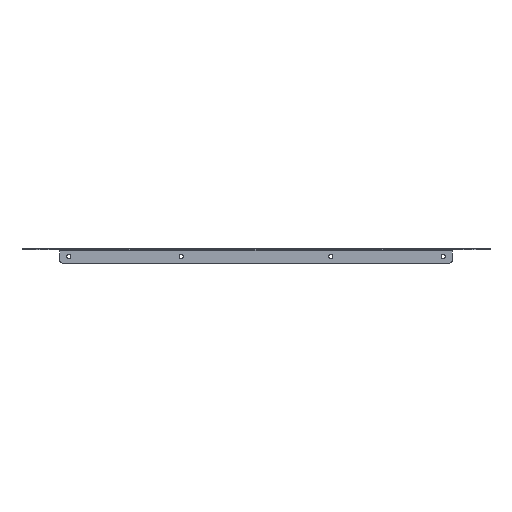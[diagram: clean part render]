
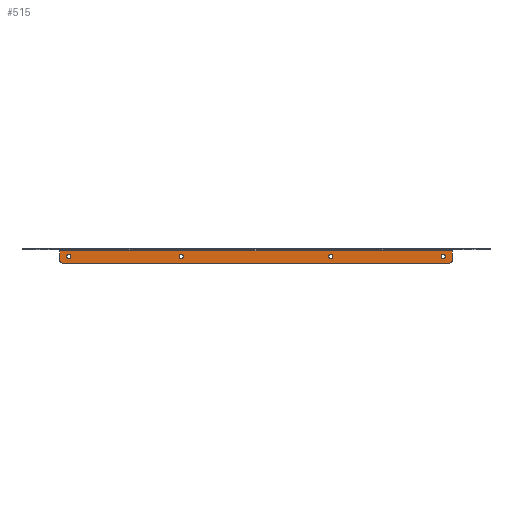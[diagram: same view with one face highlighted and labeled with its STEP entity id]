
A CAD part, front view. The second image highlights one B-rep face of the part: STEP entity #515.
In plain terms, the highlighted planar face has unit normal (0, -1, 0).
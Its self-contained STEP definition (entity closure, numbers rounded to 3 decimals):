
#33 = EDGE_CURVE ( 'NONE', #2766, #2471, #976, .T. ) ;
#34 = CIRCLE ( 'NONE', #1735, 10. ) ;
#72 = FACE_BOUND ( 'NONE', #2650, .T. ) ;
#77 = CARTESIAN_POINT ( 'NONE',  ( -525., -1041.305, 1198. ) ) ;
#80 = VECTOR ( 'NONE', #830, 1000. ) ;
#122 = DIRECTION ( 'NONE',  ( 0., 0., 1. ) ) ;
#124 = VECTOR ( 'NONE', #2352, 1000. ) ;
#141 = CARTESIAN_POINT ( 'NONE',  ( -515., -1041.305, 1174. ) ) ;
#155 = VERTEX_POINT ( 'NONE', #1348 ) ;
#201 = ORIENTED_EDGE ( 'NONE', *, *, #1013, .F. ) ;
#206 = CARTESIAN_POINT ( 'NONE',  ( -200., -1041.305, 1188. ) ) ;
#217 = AXIS2_PLACEMENT_3D ( 'NONE', #578, #1400, #2533 ) ;
#240 = EDGE_CURVE ( 'NONE', #385, #341, #926, .T. ) ;
#245 = CARTESIAN_POINT ( 'NONE',  ( 525., -1041.305, 1174. ) ) ;
#255 = AXIS2_PLACEMENT_3D ( 'NONE', #1346, #901, #1146 ) ;
#297 = AXIS2_PLACEMENT_3D ( 'NONE', #467, #716, #1550 ) ;
#301 = CIRCLE ( 'NONE', #2686, 5.5 ) ;
#311 = CARTESIAN_POINT ( 'NONE',  ( 200., -1041.305, 1182.5 ) ) ;
#327 = EDGE_CURVE ( 'NONE', #1123, #2775, #301, .T. ) ;
#341 = VERTEX_POINT ( 'NONE', #2146 ) ;
#385 = VERTEX_POINT ( 'NONE', #2170 ) ;
#389 = CARTESIAN_POINT ( 'NONE',  ( 500., -1041.305, 1177. ) ) ;
#416 = EDGE_LOOP ( 'NONE', ( #2080, #1270 ) ) ;
#467 = CARTESIAN_POINT ( 'NONE',  ( -200., -1041.305, 1182.5 ) ) ;
#476 = AXIS2_PLACEMENT_3D ( 'NONE', #2731, #812, #1667 ) ;
#501 = ORIENTED_EDGE ( 'NONE', *, *, #2399, .T. ) ;
#515 = ADVANCED_FACE ( 'NONE', ( #703, #1133, #1555, #72, #922 ), #1781, .F. ) ;
#578 = CARTESIAN_POINT ( 'NONE',  ( 500., -1041.305, 1182.5 ) ) ;
#641 = LINE ( 'NONE', #1268, #80 ) ;
#643 = CARTESIAN_POINT ( 'NONE',  ( 515., -1041.305, 1164. ) ) ;
#648 = ORIENTED_EDGE ( 'NONE', *, *, #1788, .T. ) ;
#660 = DIRECTION ( 'NONE',  ( 0., -1., 0. ) ) ;
#668 = VECTOR ( 'NONE', #1570, 1000. ) ;
#683 = CARTESIAN_POINT ( 'NONE',  ( -525., -1041.305, 1198. ) ) ;
#703 = FACE_BOUND ( 'NONE', #1972, .T. ) ;
#706 = CIRCLE ( 'NONE', #297, 5.5 ) ;
#716 = DIRECTION ( 'NONE',  ( 0., -1., 0. ) ) ;
#719 = CARTESIAN_POINT ( 'NONE',  ( 515., -1041.305, 1174. ) ) ;
#721 = ORIENTED_EDGE ( 'NONE', *, *, #1548, .F. ) ;
#750 = DIRECTION ( 'NONE',  ( 0., 0., 1. ) ) ;
#812 = DIRECTION ( 'NONE',  ( 0., -1., 0. ) ) ;
#814 = VERTEX_POINT ( 'NONE', #389 ) ;
#823 = ORIENTED_EDGE ( 'NONE', *, *, #1564, .T. ) ;
#830 = DIRECTION ( 'NONE',  ( 1., 0., 0. ) ) ;
#845 = EDGE_CURVE ( 'NONE', #814, #2693, #2373, .T. ) ;
#856 = CARTESIAN_POINT ( 'NONE',  ( 525., -1041.305, 1198. ) ) ;
#866 = DIRECTION ( 'NONE',  ( 0., 0., 1. ) ) ;
#870 = CARTESIAN_POINT ( 'NONE',  ( 200., -1041.305, 1188. ) ) ;
#886 = AXIS2_PLACEMENT_3D ( 'NONE', #311, #2674, #1544 ) ;
#901 = DIRECTION ( 'NONE',  ( 0., -1., 0. ) ) ;
#922 = FACE_OUTER_BOUND ( 'NONE', #2083, .T. ) ;
#926 = CIRCLE ( 'NONE', #476, 5.5 ) ;
#973 = ORIENTED_EDGE ( 'NONE', *, *, #1492, .T. ) ;
#976 = CIRCLE ( 'NONE', #886, 5.5 ) ;
#994 = DIRECTION ( 'NONE',  ( 0., -1., 0. ) ) ;
#1013 = EDGE_CURVE ( 'NONE', #2693, #814, #2186, .T. ) ;
#1018 = EDGE_LOOP ( 'NONE', ( #1478, #721 ) ) ;
#1023 = CIRCLE ( 'NONE', #1556, 10. ) ;
#1035 = CARTESIAN_POINT ( 'NONE',  ( 500., -1041.305, 1182.5 ) ) ;
#1043 = ORIENTED_EDGE ( 'NONE', *, *, #1275, .F. ) ;
#1108 = VERTEX_POINT ( 'NONE', #245 ) ;
#1123 = VERTEX_POINT ( 'NONE', #206 ) ;
#1128 = VERTEX_POINT ( 'NONE', #643 ) ;
#1133 = FACE_BOUND ( 'NONE', #416, .T. ) ;
#1146 = DIRECTION ( 'NONE',  ( 0., 0., 1. ) ) ;
#1157 = AXIS2_PLACEMENT_3D ( 'NONE', #1035, #1230, #1893 ) ;
#1214 = CARTESIAN_POINT ( 'NONE',  ( 515., -1041.305, 1174. ) ) ;
#1226 = DIRECTION ( 'NONE',  ( 0., -1., 0. ) ) ;
#1230 = DIRECTION ( 'NONE',  ( 0., -1., 0. ) ) ;
#1235 = DIRECTION ( 'NONE',  ( 0., 0., 1. ) ) ;
#1268 = CARTESIAN_POINT ( 'NONE',  ( 515., -1041.305, 1164. ) ) ;
#1270 = ORIENTED_EDGE ( 'NONE', *, *, #33, .F. ) ;
#1275 = EDGE_CURVE ( 'NONE', #2775, #1123, #706, .T. ) ;
#1281 = CARTESIAN_POINT ( 'NONE',  ( 200., -1041.305, 1177. ) ) ;
#1328 = AXIS2_PLACEMENT_3D ( 'NONE', #2543, #2123, #866 ) ;
#1346 = CARTESIAN_POINT ( 'NONE',  ( 200., -1041.305, 1182.5 ) ) ;
#1348 = CARTESIAN_POINT ( 'NONE',  ( -525., -1041.305, 1174. ) ) ;
#1357 = LINE ( 'NONE', #1530, #668 ) ;
#1400 = DIRECTION ( 'NONE',  ( 0., -1., 0. ) ) ;
#1444 = EDGE_CURVE ( 'NONE', #155, #2133, #34, .T. ) ;
#1465 = CARTESIAN_POINT ( 'NONE',  ( -525., -1041.305, 1174. ) ) ;
#1478 = ORIENTED_EDGE ( 'NONE', *, *, #240, .F. ) ;
#1492 = EDGE_CURVE ( 'NONE', #2133, #1128, #641, .T. ) ;
#1496 = VERTEX_POINT ( 'NONE', #856 ) ;
#1530 = CARTESIAN_POINT ( 'NONE',  ( 525., -1041.305, 1174. ) ) ;
#1544 = DIRECTION ( 'NONE',  ( 0., 0., 1. ) ) ;
#1548 = EDGE_CURVE ( 'NONE', #341, #385, #2548, .T. ) ;
#1550 = DIRECTION ( 'NONE',  ( 0., 0., 1. ) ) ;
#1555 = FACE_BOUND ( 'NONE', #1018, .T. ) ;
#1556 = AXIS2_PLACEMENT_3D ( 'NONE', #1214, #1226, #750 ) ;
#1564 = EDGE_CURVE ( 'NONE', #1706, #155, #1894, .T. ) ;
#1570 = DIRECTION ( 'NONE',  ( 0., 0., 1. ) ) ;
#1587 = CARTESIAN_POINT ( 'NONE',  ( -515., -1041.305, 1164. ) ) ;
#1602 = ORIENTED_EDGE ( 'NONE', *, *, #845, .F. ) ;
#1667 = DIRECTION ( 'NONE',  ( 0., 0., 1. ) ) ;
#1686 = EDGE_CURVE ( 'NONE', #1706, #1496, #1804, .T. ) ;
#1706 = VERTEX_POINT ( 'NONE', #77 ) ;
#1731 = CARTESIAN_POINT ( 'NONE',  ( -200., -1041.305, 1177. ) ) ;
#1735 = AXIS2_PLACEMENT_3D ( 'NONE', #141, #994, #122 ) ;
#1742 = CARTESIAN_POINT ( 'NONE',  ( -200., -1041.305, 1182.5 ) ) ;
#1781 = PLANE ( 'NONE',  #1919 ) ;
#1788 = EDGE_CURVE ( 'NONE', #1128, #1108, #1023, .T. ) ;
#1804 = LINE ( 'NONE', #683, #2277 ) ;
#1843 = CARTESIAN_POINT ( 'NONE',  ( 500., -1041.305, 1188. ) ) ;
#1893 = DIRECTION ( 'NONE',  ( 0., 0., 1. ) ) ;
#1894 = LINE ( 'NONE', #1465, #124 ) ;
#1919 = AXIS2_PLACEMENT_3D ( 'NONE', #719, #2431, #1235 ) ;
#1972 = EDGE_LOOP ( 'NONE', ( #2624, #1043 ) ) ;
#2012 = DIRECTION ( 'NONE',  ( 1., 0., 0. ) ) ;
#2080 = ORIENTED_EDGE ( 'NONE', *, *, #2096, .F. ) ;
#2083 = EDGE_LOOP ( 'NONE', ( #2448, #823, #2193, #973, #648, #501 ) ) ;
#2096 = EDGE_CURVE ( 'NONE', #2471, #2766, #2327, .T. ) ;
#2123 = DIRECTION ( 'NONE',  ( 0., -1., 0. ) ) ;
#2133 = VERTEX_POINT ( 'NONE', #1587 ) ;
#2146 = CARTESIAN_POINT ( 'NONE',  ( -500., -1041.305, 1177. ) ) ;
#2170 = CARTESIAN_POINT ( 'NONE',  ( -500., -1041.305, 1188. ) ) ;
#2186 = CIRCLE ( 'NONE', #217, 5.5 ) ;
#2193 = ORIENTED_EDGE ( 'NONE', *, *, #1444, .T. ) ;
#2277 = VECTOR ( 'NONE', #2012, 1000. ) ;
#2327 = CIRCLE ( 'NONE', #255, 5.5 ) ;
#2352 = DIRECTION ( 'NONE',  ( 0., 0., -1. ) ) ;
#2373 = CIRCLE ( 'NONE', #1157, 5.5 ) ;
#2378 = DIRECTION ( 'NONE',  ( 0., 0., 1. ) ) ;
#2399 = EDGE_CURVE ( 'NONE', #1108, #1496, #1357, .T. ) ;
#2431 = DIRECTION ( 'NONE',  ( 0., 1., 0. ) ) ;
#2448 = ORIENTED_EDGE ( 'NONE', *, *, #1686, .F. ) ;
#2471 = VERTEX_POINT ( 'NONE', #870 ) ;
#2533 = DIRECTION ( 'NONE',  ( 0., 0., 1. ) ) ;
#2543 = CARTESIAN_POINT ( 'NONE',  ( -500., -1041.305, 1182.5 ) ) ;
#2548 = CIRCLE ( 'NONE', #1328, 5.5 ) ;
#2624 = ORIENTED_EDGE ( 'NONE', *, *, #327, .F. ) ;
#2650 = EDGE_LOOP ( 'NONE', ( #201, #1602 ) ) ;
#2674 = DIRECTION ( 'NONE',  ( 0., -1., 0. ) ) ;
#2686 = AXIS2_PLACEMENT_3D ( 'NONE', #1742, #660, #2378 ) ;
#2693 = VERTEX_POINT ( 'NONE', #1843 ) ;
#2731 = CARTESIAN_POINT ( 'NONE',  ( -500., -1041.305, 1182.5 ) ) ;
#2766 = VERTEX_POINT ( 'NONE', #1281 ) ;
#2775 = VERTEX_POINT ( 'NONE', #1731 ) ;
